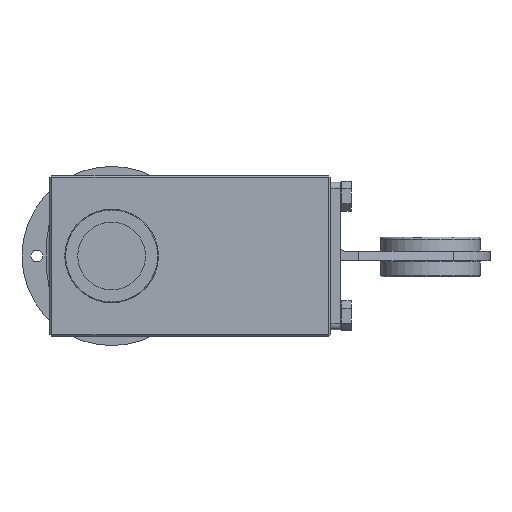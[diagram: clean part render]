
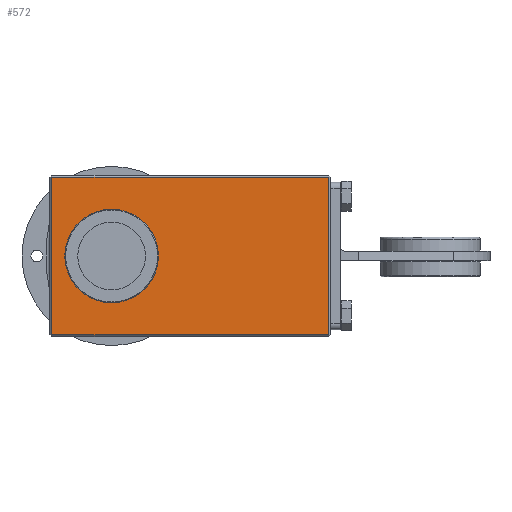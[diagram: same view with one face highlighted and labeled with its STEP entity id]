
A CAD part, left-side view. The second image highlights one B-rep face of the part: STEP entity #572.
In plain terms, the highlighted planar face has unit normal (-1, 0, 0).
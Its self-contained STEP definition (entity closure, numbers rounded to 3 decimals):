
#572 = ADVANCED_FACE( '', ( #1641, #1642 ), #1643, .F. );
#1641 = FACE_BOUND( '', #3482, .T. );
#1642 = FACE_OUTER_BOUND( '', #3483, .T. );
#1643 = PLANE( '', #3484 );
#3482 = EDGE_LOOP( '', ( #6024 ) );
#3483 = EDGE_LOOP( '', ( #6025, #6026, #6027, #6028 ) );
#3484 = AXIS2_PLACEMENT_3D( '', #6029, #6030, #6031 );
#6024 = ORIENTED_EDGE( '', *, *, #9583, .T. );
#6025 = ORIENTED_EDGE( '', *, *, #9584, .T. );
#6026 = ORIENTED_EDGE( '', *, *, #9585, .T. );
#6027 = ORIENTED_EDGE( '', *, *, #9586, .T. );
#6028 = ORIENTED_EDGE( '', *, *, #9587, .T. );
#6029 = CARTESIAN_POINT( '', ( -68., -60., -40.5 ) );
#6030 = DIRECTION( '', ( 1., 0., 0. ) );
#6031 = DIRECTION( '', ( 0., -1., 0. ) );
#9583 = EDGE_CURVE( '', #10983, #10983, #10984, .T. );
#9584 = EDGE_CURVE( '', #10985, #10986, #10987, .T. );
#9585 = EDGE_CURVE( '', #10986, #10988, #10989, .F. );
#9586 = EDGE_CURVE( '', #10988, #10990, #10991, .T. );
#9587 = EDGE_CURVE( '', #10990, #10985, #10992, .T. );
#10983 = VERTEX_POINT( '', #13006 );
#10984 = CIRCLE( '', #13007, 23.5 );
#10985 = VERTEX_POINT( '', #13008 );
#10986 = VERTEX_POINT( '', #13009 );
#10987 = LINE( '', #13010, #13011 );
#10988 = VERTEX_POINT( '', #13012 );
#10989 = LINE( '', #13013, #13014 );
#10990 = VERTEX_POINT( '', #13015 );
#10991 = LINE( '', #13016, #13017 );
#10992 = LINE( '', #13018, #13019 );
#13006 = CARTESIAN_POINT( '', ( -68., 26.5, 0. ) );
#13007 = AXIS2_PLACEMENT_3D( '', #15747, #15748, #15749 );
#13008 = CARTESIAN_POINT( '', ( -68., 80., 39.5 ) );
#13009 = CARTESIAN_POINT( '', ( -68., 80., -39.5 ) );
#13010 = CARTESIAN_POINT( '', ( -68., 80., -40.5 ) );
#13011 = VECTOR( '', #15750, 1000. );
#13012 = CARTESIAN_POINT( '', ( -68., -59., -39.5 ) );
#13013 = CARTESIAN_POINT( '', ( -68., -60., -39.5 ) );
#13014 = VECTOR( '', #15751, 1000. );
#13015 = CARTESIAN_POINT( '', ( -68., -59., 39.5 ) );
#13016 = CARTESIAN_POINT( '', ( -68., -59., -40.5 ) );
#13017 = VECTOR( '', #15752, 1000. );
#13018 = CARTESIAN_POINT( '', ( -68., -60., 39.5 ) );
#13019 = VECTOR( '', #15753, 1000. );
#15747 = CARTESIAN_POINT( '', ( -68., 50., 0. ) );
#15748 = DIRECTION( '', ( 1., 0., 0. ) );
#15749 = DIRECTION( '', ( 0., -1., 0. ) );
#15750 = DIRECTION( '', ( 0., 0., -1. ) );
#15751 = DIRECTION( '', ( 0., 1., 0. ) );
#15752 = DIRECTION( '', ( 0., 0., 1. ) );
#15753 = DIRECTION( '', ( 0., 1., 0. ) );
